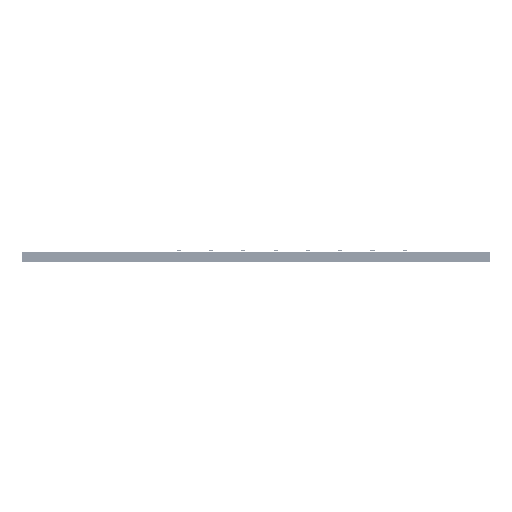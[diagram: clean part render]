
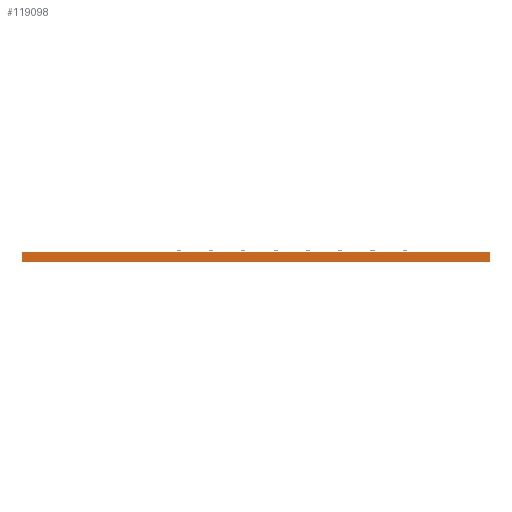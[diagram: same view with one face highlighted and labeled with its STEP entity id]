
A CAD part, front view. The second image highlights one B-rep face of the part: STEP entity #119098.
In plain terms, the highlighted planar face has unit normal (0, -1, 0).
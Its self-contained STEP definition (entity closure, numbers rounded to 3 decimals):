
#119098 = ADVANCED_FACE('',(#119099),#119133,.T.);
#119099 = FACE_BOUND('',#119100,.T.);
#119100 = EDGE_LOOP('',(#119101,#119111,#119119,#119127));
#119101 = ORIENTED_EDGE('',*,*,#119102,.T.);
#119102 = EDGE_CURVE('',#119103,#119105,#119107,.T.);
#119103 = VERTEX_POINT('',#119104);
#119104 = CARTESIAN_POINT('',(148.22,-142.753,0.));
#119105 = VERTEX_POINT('',#119106);
#119106 = CARTESIAN_POINT('',(148.22,-142.753,1.51));
#119107 = LINE('',#119108,#119109);
#119108 = CARTESIAN_POINT('',(148.22,-142.753,0.));
#119109 = VECTOR('',#119110,1.);
#119110 = DIRECTION('',(0.,0.,1.));
#119111 = ORIENTED_EDGE('',*,*,#119112,.T.);
#119112 = EDGE_CURVE('',#119105,#119113,#119115,.T.);
#119113 = VERTEX_POINT('',#119114);
#119114 = CARTESIAN_POINT('',(75.67,-142.753,1.51));
#119115 = LINE('',#119116,#119117);
#119116 = CARTESIAN_POINT('',(148.22,-142.753,1.51));
#119117 = VECTOR('',#119118,1.);
#119118 = DIRECTION('',(-1.,0.,0.));
#119119 = ORIENTED_EDGE('',*,*,#119120,.F.);
#119120 = EDGE_CURVE('',#119121,#119113,#119123,.T.);
#119121 = VERTEX_POINT('',#119122);
#119122 = CARTESIAN_POINT('',(75.67,-142.753,0.));
#119123 = LINE('',#119124,#119125);
#119124 = CARTESIAN_POINT('',(75.67,-142.753,0.));
#119125 = VECTOR('',#119126,1.);
#119126 = DIRECTION('',(0.,0.,1.));
#119127 = ORIENTED_EDGE('',*,*,#119128,.F.);
#119128 = EDGE_CURVE('',#119103,#119121,#119129,.T.);
#119129 = LINE('',#119130,#119131);
#119130 = CARTESIAN_POINT('',(148.22,-142.753,0.));
#119131 = VECTOR('',#119132,1.);
#119132 = DIRECTION('',(-1.,0.,0.));
#119133 = PLANE('',#119134);
#119134 = AXIS2_PLACEMENT_3D('',#119135,#119136,#119137);
#119135 = CARTESIAN_POINT('',(148.22,-142.753,0.));
#119136 = DIRECTION('',(0.,-1.,0.));
#119137 = DIRECTION('',(-1.,0.,0.));
